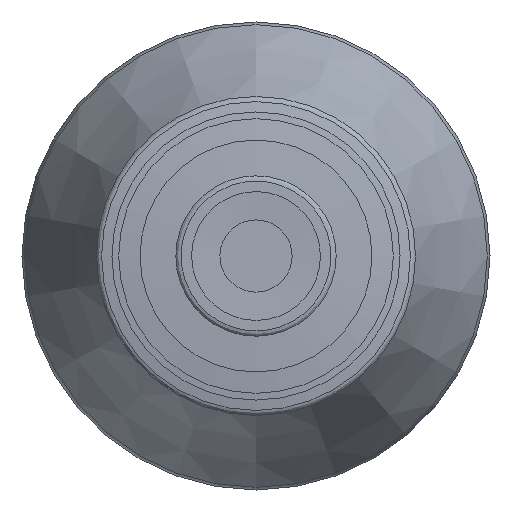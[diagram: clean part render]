
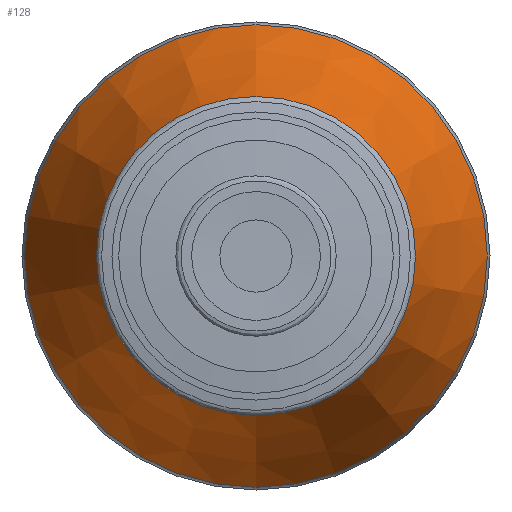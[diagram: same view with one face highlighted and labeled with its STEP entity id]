
A CAD part, left-side view. The second image highlights one B-rep face of the part: STEP entity #128.
In plain terms, the highlighted conical face has half-angle 23.806 degrees and reference radius 21.745 mm.
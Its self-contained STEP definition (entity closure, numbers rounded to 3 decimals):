
#113=CONICAL_SURFACE('',#488,21.745,23.806);
#128=ADVANCED_FACE('',(#182,#183),#113,.T.);
#182=FACE_BOUND('',#247,.T.);
#183=FACE_BOUND('',#248,.T.);
#247=EDGE_LOOP('',(#315));
#248=EDGE_LOOP('',(#316));
#315=ORIENTED_EDGE('',*,*,#405,.T.);
#316=ORIENTED_EDGE('',*,*,#404,.F.);
#370=VERTEX_POINT('',#689);
#371=VERTEX_POINT('',#692);
#404=EDGE_CURVE('',#370,#370,#438,.T.);
#405=EDGE_CURVE('',#371,#371,#439,.T.);
#438=CIRCLE('',#485,21.745);
#439=CIRCLE('',#487,14.925);
#485=AXIS2_PLACEMENT_3D('',#688,#566,#567);
#487=AXIS2_PLACEMENT_3D('',#691,#570,#571);
#488=AXIS2_PLACEMENT_3D('',#693,#572,#573);
#566=DIRECTION('',(1.,0.,0.));
#567=DIRECTION('',(0.,0.,1.));
#570=DIRECTION('',(1.,0.,0.));
#571=DIRECTION('',(0.,0.,1.));
#572=DIRECTION('',(1.,0.,0.));
#573=DIRECTION('',(0.,0.,-1.));
#688=CARTESIAN_POINT('',(141.421,0.,0.));
#689=CARTESIAN_POINT('',(141.421,0.,21.745));
#691=CARTESIAN_POINT('',(125.964,0.,0.));
#692=CARTESIAN_POINT('',(125.964,0.,14.925));
#693=CARTESIAN_POINT('',(141.421,0.,0.));
